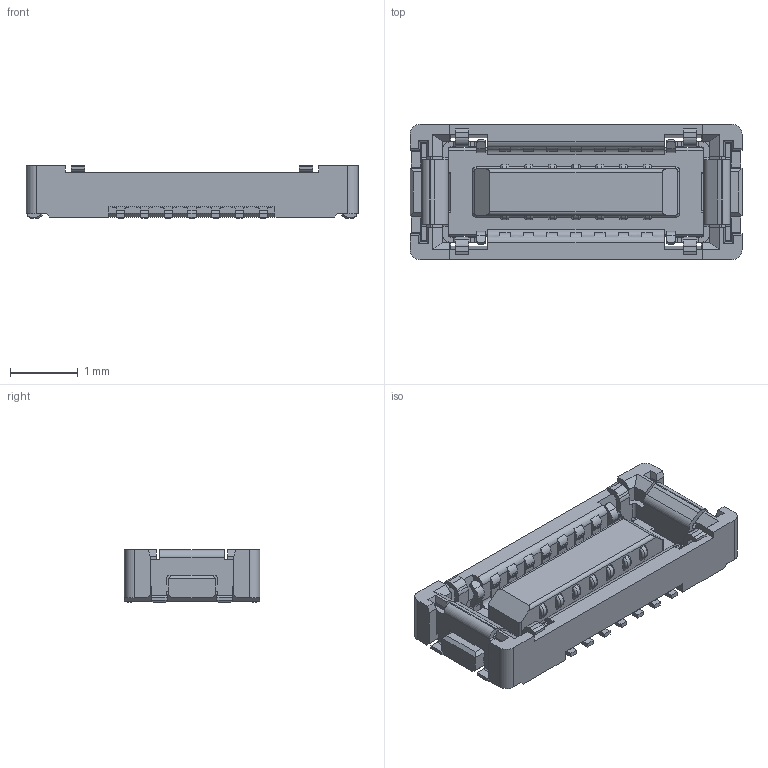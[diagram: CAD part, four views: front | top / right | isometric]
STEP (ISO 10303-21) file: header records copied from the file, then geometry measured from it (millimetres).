
FILE_DESCRIPTION(('Creo Elements/Direct Modeling STEP Export'),'2;1');
FILE_NAME('BW94-1B7C1-11214-E200.stp','2019-11-12T 8:03:17',(''),(''),'Creo Elements/Direct Modeling STEP processor for AP214 (Solid Model)','Creo Elements/Direct Modeling 20.0 12-Nov-2016 (C) Parametric Technology GmbH','');
FILE_SCHEMA(('AUTOMOTIVE_DESIGN { 1 0 10303 214 1 1 1 1 }'));
Length unit declared in the file: millimetre
Products named in the file (2): BW94_SERIES
Assembly tree (1 placements, depth 2):
  BW94_SERIES
    BW94_SERIES
Bounding box: 4.9 x 2 x 0.78 mm (x, y, z)
Volume: 4.6 mm3; surface area: 48.8 mm2
Topology: 1 solids, 1 shells, 1193 faces, 3252 edges, 2084 vertices
Faces by surface type: plane 789, cylinder 336, cone 40, torus 28
Entity records: 47201 total; most frequent: CARTESIAN_POINT 6742, ORIENTED_EDGE 6504, DIRECTION 6418, EDGE_CURVE 3252, VECTOR 2432, LINE 2432, VERTEX_POINT 2084, AXIS2_PLACEMENT_3D 1993
